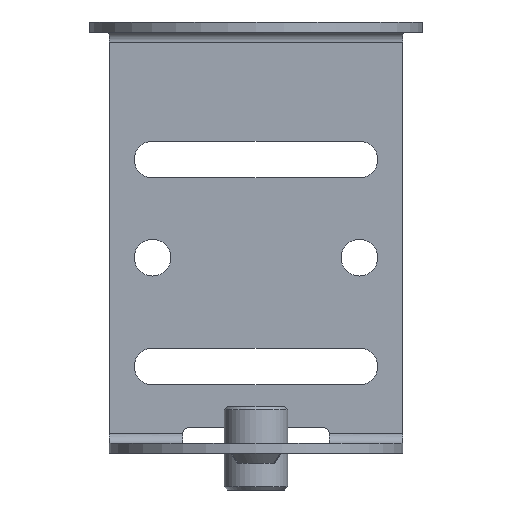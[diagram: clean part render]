
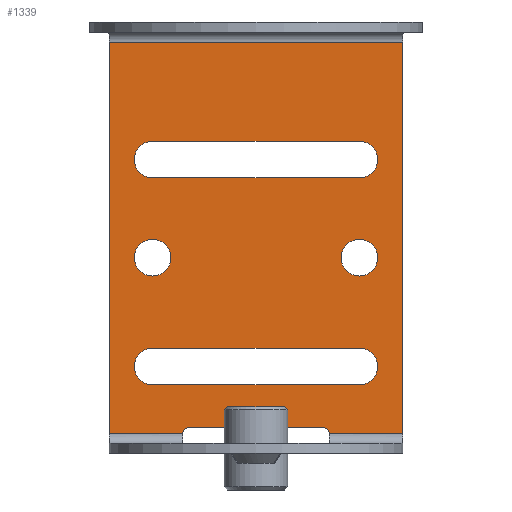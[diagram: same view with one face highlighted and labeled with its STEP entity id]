
A CAD part, front view. The second image highlights one B-rep face of the part: STEP entity #1339.
In plain terms, the highlighted planar face has unit normal (0, -1, 0).
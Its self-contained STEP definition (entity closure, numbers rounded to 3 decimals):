
#55=PLANE('',#1454);
#85=LINE('',#1978,#181);
#90=LINE('',#2003,#186);
#111=LINE('',#2110,#207);
#112=LINE('',#2112,#208);
#113=LINE('',#2114,#209);
#114=LINE('',#2116,#210);
#115=LINE('',#2118,#211);
#116=LINE('',#2119,#212);
#117=LINE('',#2124,#213);
#118=LINE('',#2127,#214);
#119=LINE('',#2132,#215);
#120=LINE('',#2135,#216);
#181=VECTOR('',#1576,13.);
#186=VECTOR('',#1589,13.);
#207=VECTOR('',#1684,10.045);
#208=VECTOR('',#1685,22.023);
#209=VECTOR('',#1686,117.214);
#210=VECTOR('',#1687,88.);
#211=VECTOR('',#1688,117.214);
#212=VECTOR('',#1689,22.023);
#213=VECTOR('',#1692,62.);
#214=VECTOR('',#1695,62.);
#215=VECTOR('',#1698,62.);
#216=VECTOR('',#1701,62.);
#305=FACE_BOUND('',#426,.T.);
#306=FACE_BOUND('',#427,.T.);
#307=FACE_BOUND('',#428,.T.);
#308=FACE_BOUND('',#429,.T.);
#345=FACE_OUTER_BOUND('',#425,.T.);
#425=EDGE_LOOP('',(#985,#986,#987,#988,#989,#990,#991,#992,#993,#994,#995,
#996));
#426=EDGE_LOOP('',(#997));
#427=EDGE_LOOP('',(#998));
#428=EDGE_LOOP('',(#999,#1000,#1001,#1002));
#429=EDGE_LOOP('',(#1003,#1004,#1005,#1006));
#508=CIRCLE('',#1406,5.5);
#510=CIRCLE('',#1409,5.5);
#511=CIRCLE('',#1411,2.);
#513=CIRCLE('',#1415,2.);
#516=CIRCLE('',#1420,2.);
#518=CIRCLE('',#1423,2.);
#539=CIRCLE('',#1455,5.5);
#540=CIRCLE('',#1456,5.5);
#541=CIRCLE('',#1457,5.5);
#542=CIRCLE('',#1458,5.5);
#578=VERTEX_POINT('',#1950);
#580=VERTEX_POINT('',#1955);
#584=VERTEX_POINT('',#1966);
#585=VERTEX_POINT('',#1971);
#587=VERTEX_POINT('',#1977);
#592=VERTEX_POINT('',#1991);
#593=VERTEX_POINT('',#1996);
#595=VERTEX_POINT('',#2002);
#598=VERTEX_POINT('',#2009);
#602=VERTEX_POINT('',#2025);
#629=VERTEX_POINT('',#2111);
#630=VERTEX_POINT('',#2113);
#631=VERTEX_POINT('',#2115);
#632=VERTEX_POINT('',#2117);
#633=VERTEX_POINT('',#2120);
#634=VERTEX_POINT('',#2121);
#635=VERTEX_POINT('',#2123);
#636=VERTEX_POINT('',#2125);
#637=VERTEX_POINT('',#2128);
#638=VERTEX_POINT('',#2129);
#639=VERTEX_POINT('',#2131);
#640=VERTEX_POINT('',#2133);
#708=EDGE_CURVE('',#578,#578,#508,.T.);
#710=EDGE_CURVE('',#580,#580,#510,.T.);
#714=EDGE_CURVE('',#584,#585,#511,.T.);
#717=EDGE_CURVE('',#587,#585,#85,.T.);
#723=EDGE_CURVE('',#592,#593,#513,.T.);
#726=EDGE_CURVE('',#595,#593,#90,.T.);
#733=EDGE_CURVE('',#598,#587,#516,.F.);
#738=EDGE_CURVE('',#602,#595,#518,.F.);
#775=EDGE_CURVE('',#598,#592,#111,.T.);
#776=EDGE_CURVE('',#584,#629,#112,.T.);
#777=EDGE_CURVE('',#630,#629,#113,.T.);
#778=EDGE_CURVE('',#630,#631,#114,.T.);
#779=EDGE_CURVE('',#632,#631,#115,.T.);
#780=EDGE_CURVE('',#602,#632,#116,.T.);
#781=EDGE_CURVE('',#633,#634,#539,.T.);
#782=EDGE_CURVE('',#634,#635,#117,.T.);
#783=EDGE_CURVE('',#635,#636,#540,.T.);
#784=EDGE_CURVE('',#636,#633,#118,.T.);
#785=EDGE_CURVE('',#637,#638,#541,.T.);
#786=EDGE_CURVE('',#638,#639,#119,.T.);
#787=EDGE_CURVE('',#639,#640,#542,.T.);
#788=EDGE_CURVE('',#640,#637,#120,.T.);
#985=ORIENTED_EDGE('',*,*,#726,.T.);
#986=ORIENTED_EDGE('',*,*,#723,.F.);
#987=ORIENTED_EDGE('',*,*,#775,.F.);
#988=ORIENTED_EDGE('',*,*,#733,.T.);
#989=ORIENTED_EDGE('',*,*,#717,.T.);
#990=ORIENTED_EDGE('',*,*,#714,.F.);
#991=ORIENTED_EDGE('',*,*,#776,.T.);
#992=ORIENTED_EDGE('',*,*,#777,.F.);
#993=ORIENTED_EDGE('',*,*,#778,.T.);
#994=ORIENTED_EDGE('',*,*,#779,.F.);
#995=ORIENTED_EDGE('',*,*,#780,.F.);
#996=ORIENTED_EDGE('',*,*,#738,.T.);
#997=ORIENTED_EDGE('',*,*,#708,.T.);
#998=ORIENTED_EDGE('',*,*,#710,.T.);
#999=ORIENTED_EDGE('',*,*,#781,.T.);
#1000=ORIENTED_EDGE('',*,*,#782,.T.);
#1001=ORIENTED_EDGE('',*,*,#783,.T.);
#1002=ORIENTED_EDGE('',*,*,#784,.T.);
#1003=ORIENTED_EDGE('',*,*,#785,.T.);
#1004=ORIENTED_EDGE('',*,*,#786,.T.);
#1005=ORIENTED_EDGE('',*,*,#787,.T.);
#1006=ORIENTED_EDGE('',*,*,#788,.T.);
#1339=ADVANCED_FACE('',(#345,#305,#306,#307,#308),#55,.T.);
#1406=AXIS2_PLACEMENT_3D('',#1951,#1558,#1559);
#1409=AXIS2_PLACEMENT_3D('',#1956,#1564,#1565);
#1411=AXIS2_PLACEMENT_3D('',#1972,#1569,#1570);
#1415=AXIS2_PLACEMENT_3D('',#1997,#1582,#1583);
#1420=AXIS2_PLACEMENT_3D('',#2022,#1597,#1598);
#1423=AXIS2_PLACEMENT_3D('',#2038,#1604,#1605);
#1454=AXIS2_PLACEMENT_3D('',#2109,#1682,#1683);
#1455=AXIS2_PLACEMENT_3D('',#2122,#1690,#1691);
#1456=AXIS2_PLACEMENT_3D('',#2126,#1693,#1694);
#1457=AXIS2_PLACEMENT_3D('',#2130,#1696,#1697);
#1458=AXIS2_PLACEMENT_3D('',#2134,#1699,#1700);
#1558=DIRECTION('center_axis',(0.,1.,0.));
#1559=DIRECTION('ref_axis',(-1.,0.,0.));
#1564=DIRECTION('center_axis',(0.,1.,0.));
#1565=DIRECTION('ref_axis',(-1.,0.,0.));
#1569=DIRECTION('center_axis',(0.,-1.,0.));
#1570=DIRECTION('ref_axis',(0.707,0.,0.707));
#1576=DIRECTION('',(1.,0.,0.));
#1582=DIRECTION('center_axis',(0.,-1.,0.));
#1583=DIRECTION('ref_axis',(0.707,0.,0.707));
#1589=DIRECTION('',(1.,0.,0.));
#1597=DIRECTION('center_axis',(0.,-1.,0.));
#1598=DIRECTION('ref_axis',(-0.707,0.,0.707));
#1604=DIRECTION('center_axis',(0.,-1.,0.));
#1605=DIRECTION('ref_axis',(-0.707,0.,0.707));
#1682=DIRECTION('center_axis',(0.,-1.,0.));
#1683=DIRECTION('ref_axis',(1.,0.,0.));
#1684=DIRECTION('',(-1.,0.,0.));
#1685=DIRECTION('',(1.,0.,0.));
#1686=DIRECTION('',(0.,0.,-1.));
#1687=DIRECTION('',(-1.,0.,0.));
#1688=DIRECTION('',(0.,0.,1.));
#1689=DIRECTION('',(-1.,0.,0.));
#1690=DIRECTION('center_axis',(0.,1.,0.));
#1691=DIRECTION('ref_axis',(0.,0.,1.));
#1692=DIRECTION('',(1.,0.,0.));
#1693=DIRECTION('center_axis',(0.,1.,0.));
#1694=DIRECTION('ref_axis',(0.,0.,
-1.));
#1695=DIRECTION('',(-1.,0.,0.));
#1696=DIRECTION('center_axis',(0.,1.,0.));
#1697=DIRECTION('ref_axis',(0.,0.,1.));
#1698=DIRECTION('',(1.,0.,0.));
#1699=DIRECTION('center_axis',(0.,1.,0.));
#1700=DIRECTION('ref_axis',(0.,0.,
-1.));
#1701=DIRECTION('',(-1.,0.,0.));
#1950=CARTESIAN_POINT('',(24.5,103.607,58.6));
#1951=CARTESIAN_POINT('Origin',(19.,103.607,58.6));
#1955=CARTESIAN_POINT('',(86.5,103.607,58.6));
#1956=CARTESIAN_POINT('Origin',(81.,103.607,58.6));
#1966=CARTESIAN_POINT('',(71.977,103.607,6.));
#1971=CARTESIAN_POINT('',(70.,103.607,7.7));
#1972=CARTESIAN_POINT('Origin',(70.,103.607,5.7));
#1977=CARTESIAN_POINT('',(57.,103.607,7.7));
#1978=CARTESIAN_POINT('',(56.917,103.607,7.7));
#1991=CARTESIAN_POINT('',(44.977,103.607,6.));
#1996=CARTESIAN_POINT('',(43.,103.607,7.7));
#1997=CARTESIAN_POINT('Origin',(43.,103.607,5.7));
#2002=CARTESIAN_POINT('',(30.,103.607,7.7));
#2003=CARTESIAN_POINT('',(43.083,103.607,7.7));
#2009=CARTESIAN_POINT('',(55.023,103.607,6.));
#2022=CARTESIAN_POINT('Origin',(57.,103.607,5.7));
#2025=CARTESIAN_POINT('',(28.023,103.607,6.));
#2038=CARTESIAN_POINT('Origin',(30.,103.607,5.7));
#2109=CARTESIAN_POINT('Origin',(50.,103.607,69.381));
#2110=CARTESIAN_POINT('',(50.,103.607,6.));
#2111=CARTESIAN_POINT('',(94.,103.607,6.));
#2112=CARTESIAN_POINT('',(72.,103.607,6.));
#2113=CARTESIAN_POINT('',(94.,103.607,123.214));
#2114=CARTESIAN_POINT('',(94.,103.607,-57.393));
#2115=CARTESIAN_POINT('',(6.,103.607,123.214));
#2116=CARTESIAN_POINT('',(28.,103.607,123.214));
#2117=CARTESIAN_POINT('',(6.,103.607,6.));
#2118=CARTESIAN_POINT('',(6.,103.607,126.607));
#2119=CARTESIAN_POINT('',(50.,103.607,6.));
#2120=CARTESIAN_POINT('',(19.,103.607,20.5));
#2121=CARTESIAN_POINT('',(19.,103.607,31.5));
#2122=CARTESIAN_POINT('Origin',(19.,103.607,26.));
#2123=CARTESIAN_POINT('',(81.,103.607,31.5));
#2124=CARTESIAN_POINT('',(34.5,103.607,31.5));
#2125=CARTESIAN_POINT('',(81.,103.607,20.5));
#2126=CARTESIAN_POINT('Origin',(81.,103.607,26.));
#2127=CARTESIAN_POINT('',(65.5,103.607,20.5));
#2128=CARTESIAN_POINT('',(19.,103.607,82.5));
#2129=CARTESIAN_POINT('',(19.,103.607,93.5));
#2130=CARTESIAN_POINT('Origin',(19.,103.607,88.));
#2131=CARTESIAN_POINT('',(81.,103.607,93.5));
#2132=CARTESIAN_POINT('',(34.5,103.607,93.5));
#2133=CARTESIAN_POINT('',(81.,103.607,82.5));
#2134=CARTESIAN_POINT('Origin',(81.,103.607,88.));
#2135=CARTESIAN_POINT('',(65.5,103.607,82.5));
